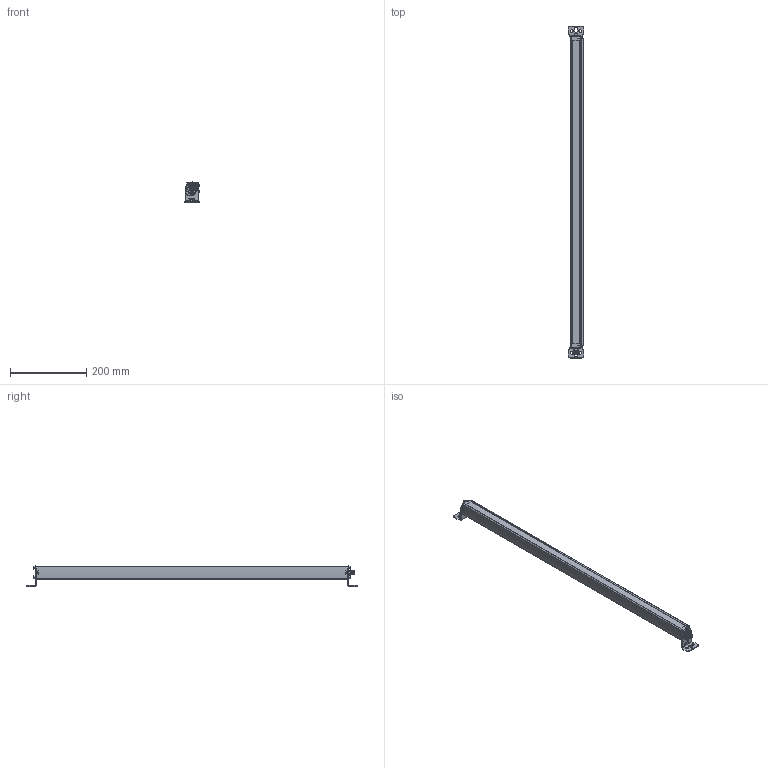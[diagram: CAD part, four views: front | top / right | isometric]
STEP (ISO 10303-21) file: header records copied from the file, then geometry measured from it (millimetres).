
FILE_DESCRIPTION((''),'2;1');
FILE_NAME('139581_SM01_ASM','2023-04-13T13:24:06',('banengservice'),('BANNER ENGINEERING'),'CREO PARAMETRIC BY PTC INC, 2022414','CREO PARAMETRIC BY PTC INC, 2022414','');
FILE_SCHEMA(('CONFIG_CONTROL_DESIGN'));
Products named in the file (4): 139581_EP01; 137998; 58892; 139581_SM01_ASM
Assembly tree (7 placements, depth 2):
  139581_SM01_ASM
    139581_EP01
    137998  x2
    58892  x4
Bounding box: 41.4 x 870 x 52.49 mm (x, y, z)
Volume: 834611.2 mm3; surface area: 155652.5 mm2
Topology: 7 solids, 7 shells, 2079 faces, 6312 edges, 4102 vertices
Faces by surface type: plane 1134, cylinder 683, bspline 172, torus 46, sphere 32, cone 12
Entity records: 99132 total; most frequent: CARTESIAN_POINT 58618, ORIENTED_EDGE 9544, DIRECTION 7112, EDGE_CURVE 4772, VERTEX_POINT 3096, VECTOR 2658, LINE 2658, AXIS2_PLACEMENT_3D 2227
